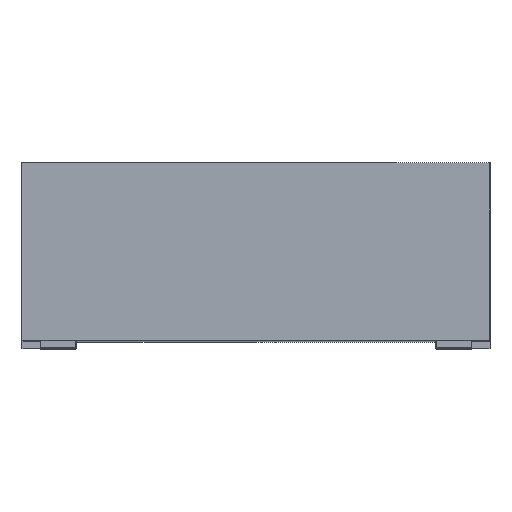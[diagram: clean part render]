
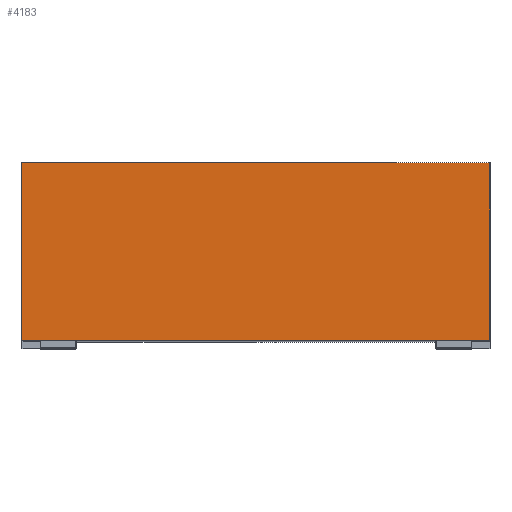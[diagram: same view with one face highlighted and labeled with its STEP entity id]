
A CAD part, top view. The second image highlights one B-rep face of the part: STEP entity #4183.
In plain terms, the highlighted planar face has unit normal (0, 0, 1).
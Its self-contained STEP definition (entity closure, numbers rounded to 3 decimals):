
#482 = CARTESIAN_POINT ( 'NONE',  ( -0.768, 0., 2.895 ) ) ;
#483 = DIRECTION ( 'NONE',  ( 1., 0., 0. ) ) ;
#484 = VECTOR ( 'NONE', #483, 1000. ) ;
#485 = CARTESIAN_POINT ( 'NONE',  ( -0.768, 0., 2.895 ) ) ;
#486 = LINE ( 'NONE', #485, #484 ) ;
#487 = CARTESIAN_POINT ( 'NONE',  ( 1.232, 0., 2.895 ) ) ;
#1748 = VERTEX_POINT ( 'NONE', #487 ) ;
#1750 = EDGE_CURVE ( 'NONE', #1751, #1748, #486, .T. ) ;
#1751 = VERTEX_POINT ( 'NONE', #482 ) ;
#2152 = CARTESIAN_POINT ( 'NONE',  ( 1.232, 0.76, 2.895 ) ) ;
#2156 = DIRECTION ( 'NONE',  ( -1., 0., 0. ) ) ;
#2157 = DIRECTION ( 'NONE',  ( 0., 0., -1. ) ) ;
#2158 = CARTESIAN_POINT ( 'NONE',  ( -0.768, 0.76, 2.895 ) ) ;
#2159 = AXIS2_PLACEMENT_3D ( 'NONE', #2158, #2157, #2156 ) ;
#2160 = PLANE ( 'NONE',  #2159 ) ;
#2175 = FACE_OUTER_BOUND ( 'NONE', #4200, .T. ) ;
#2248 = DIRECTION ( 'NONE',  ( 0., -1., 0. ) ) ;
#2249 = VECTOR ( 'NONE', #2248, 1000. ) ;
#2250 = CARTESIAN_POINT ( 'NONE',  ( 1.232, 0.76, 2.895 ) ) ;
#2251 = LINE ( 'NONE', #2250, #2249 ) ;
#2374 = DIRECTION ( 'NONE',  ( 1., 0., 0. ) ) ;
#2375 = VECTOR ( 'NONE', #2374, 1000. ) ;
#2376 = CARTESIAN_POINT ( 'NONE',  ( -0.768, 0.76, 2.895 ) ) ;
#2377 = LINE ( 'NONE', #2376, #2375 ) ;
#2379 = DIRECTION ( 'NONE',  ( 0., -1., 0. ) ) ;
#2380 = VECTOR ( 'NONE', #2379, 1000. ) ;
#2381 = CARTESIAN_POINT ( 'NONE',  ( -0.768, 0.76, 2.895 ) ) ;
#2382 = LINE ( 'NONE', #2381, #2380 ) ;
#2383 = CARTESIAN_POINT ( 'NONE',  ( -0.768, 0.76, 2.895 ) ) ;
#4183 = ADVANCED_FACE ( 'NONE', ( #2175 ), #2160, .F. ) ;
#4187 = VERTEX_POINT ( 'NONE', #2152 ) ;
#4200 = EDGE_LOOP ( 'NONE', ( #4211, #4212, #4256, #4261 ) ) ;
#4211 = ORIENTED_EDGE ( 'NONE', *, *, #1750, .T. ) ;
#4212 = ORIENTED_EDGE ( 'NONE', *, *, #4213, .F. ) ;
#4213 = EDGE_CURVE ( 'NONE', #4187, #1748, #2251, .T. ) ;
#4253 = VERTEX_POINT ( 'NONE', #2383 ) ;
#4254 = EDGE_CURVE ( 'NONE', #4253, #1751, #2382, .T. ) ;
#4256 = ORIENTED_EDGE ( 'NONE', *, *, #4257, .F. ) ;
#4257 = EDGE_CURVE ( 'NONE', #4253, #4187, #2377, .T. ) ;
#4261 = ORIENTED_EDGE ( 'NONE', *, *, #4254, .T. ) ;
